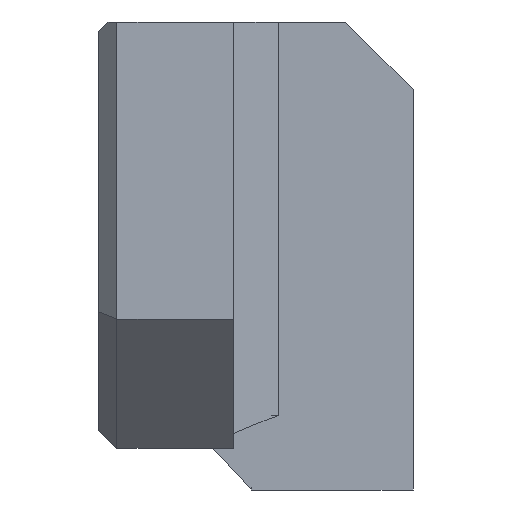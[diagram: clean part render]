
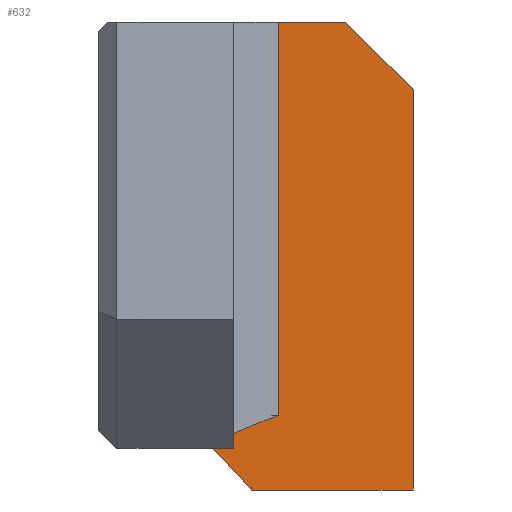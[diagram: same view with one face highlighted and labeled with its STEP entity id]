
A CAD part, left-side view. The second image highlights one B-rep face of the part: STEP entity #632.
In plain terms, the highlighted planar face has unit normal (-1, 0, 0).
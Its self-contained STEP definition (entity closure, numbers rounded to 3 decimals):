
#39=(
BOUNDED_CURVE()
B_SPLINE_CURVE(2,(#945,#946,#947),.UNSPECIFIED.,.F.,.F.)
B_SPLINE_CURVE_WITH_KNOTS((3,3),(0.625,0.743),
 .UNSPECIFIED.)
CURVE()
GEOMETRIC_REPRESENTATION_ITEM()
RATIONAL_B_SPLINE_CURVE((1.028,1.026,1.023))
REPRESENTATION_ITEM('')
);
#60=FACE_OUTER_BOUND('',#97,.T.);
#97=EDGE_LOOP('',(#427,#428,#429,#430,#431,#432,#433,#434,#435));
#138=LINE('',#925,#204);
#140=LINE('',#929,#206);
#142=LINE('',#935,#208);
#143=LINE('',#937,#209);
#144=LINE('',#939,#210);
#145=LINE('',#941,#211);
#146=LINE('',#943,#212);
#147=LINE('',#948,#213);
#204=VECTOR('',#743,10.);
#206=VECTOR('',#747,10.);
#208=VECTOR('',#753,10.);
#209=VECTOR('',#754,10.);
#210=VECTOR('',#755,10.);
#211=VECTOR('',#756,10.);
#212=VECTOR('',#757,10.);
#213=VECTOR('',#758,10.);
#270=VERTEX_POINT('',#922);
#271=VERTEX_POINT('',#924);
#272=VERTEX_POINT('',#928);
#274=VERTEX_POINT('',#934);
#275=VERTEX_POINT('',#936);
#276=VERTEX_POINT('',#938);
#277=VERTEX_POINT('',#940);
#278=VERTEX_POINT('',#942);
#279=VERTEX_POINT('',#944);
#328=EDGE_CURVE('',#270,#271,#138,.T.);
#330=EDGE_CURVE('',#272,#271,#140,.T.);
#333=EDGE_CURVE('',#274,#270,#142,.T.);
#334=EDGE_CURVE('',#275,#274,#143,.T.);
#335=EDGE_CURVE('',#275,#276,#144,.T.);
#336=EDGE_CURVE('',#277,#276,#145,.T.);
#337=EDGE_CURVE('',#277,#278,#146,.T.);
#338=EDGE_CURVE('',#279,#278,#39,.T.);
#339=EDGE_CURVE('',#279,#272,#147,.T.);
#427=ORIENTED_EDGE('',*,*,#328,.F.);
#428=ORIENTED_EDGE('',*,*,#333,.F.);
#429=ORIENTED_EDGE('',*,*,#334,.F.);
#430=ORIENTED_EDGE('',*,*,#335,.T.);
#431=ORIENTED_EDGE('',*,*,#336,.F.);
#432=ORIENTED_EDGE('',*,*,#337,.T.);
#433=ORIENTED_EDGE('',*,*,#338,.F.);
#434=ORIENTED_EDGE('',*,*,#339,.T.);
#435=ORIENTED_EDGE('',*,*,#330,.T.);
#607=PLANE('',#684);
#632=ADVANCED_FACE('',(#60),#607,.T.);
#684=AXIS2_PLACEMENT_3D('',#933,#751,#752);
#743=DIRECTION('',(0.,-0.707,-0.707));
#747=DIRECTION('',(0.,0.,1.));
#751=DIRECTION('center_axis',(-1.,0.,0.));
#752=DIRECTION('ref_axis',(0.,0.,-1.));
#753=DIRECTION('',(0.,-1.,0.));
#754=DIRECTION('',(0.,0.,1.));
#755=DIRECTION('',(0.,1.,0.));
#756=DIRECTION('',(0.,0.,1.));
#757=DIRECTION('',(0.,-1.,0.));
#758=DIRECTION('',(0.,-1.,0.));
#922=CARTESIAN_POINT('',(-2.95,1.5,48.75));
#924=CARTESIAN_POINT('',(-2.95,0.,47.25));
#925=CARTESIAN_POINT('',(-2.95,2.5,49.75));
#928=CARTESIAN_POINT('',(-2.95,0.,38.325));
#929=CARTESIAN_POINT('',(-2.95,0.,46.144));
#933=CARTESIAN_POINT('Origin',(-2.95,7.,48.75));
#934=CARTESIAN_POINT('',(-2.95,3.,48.75));
#935=CARTESIAN_POINT('',(-2.95,7.,48.75));
#936=CARTESIAN_POINT('',(-2.95,3.,39.982));
#937=CARTESIAN_POINT('',(-2.95,3.,46.375));
#938=CARTESIAN_POINT('',(-2.95,6.599,39.982));
#939=CARTESIAN_POINT('',(-2.95,7.,39.982));
#940=CARTESIAN_POINT('',(-2.95,6.599,39.291));
#941=CARTESIAN_POINT('',(-2.95,6.599,46.375));
#942=CARTESIAN_POINT('',(-2.95,4.5,39.291));
#943=CARTESIAN_POINT('',(-2.95,7.,39.291));
#944=CARTESIAN_POINT('',(-2.95,3.6,38.325));
#945=CARTESIAN_POINT('Ctrl Pts',(-2.95,3.6,38.325));
#946=CARTESIAN_POINT('Ctrl Pts',(-2.95,4.03,38.789));
#947=CARTESIAN_POINT('Ctrl Pts',(-2.95,4.5,39.291));
#948=CARTESIAN_POINT('',(-2.95,7.,38.325));
